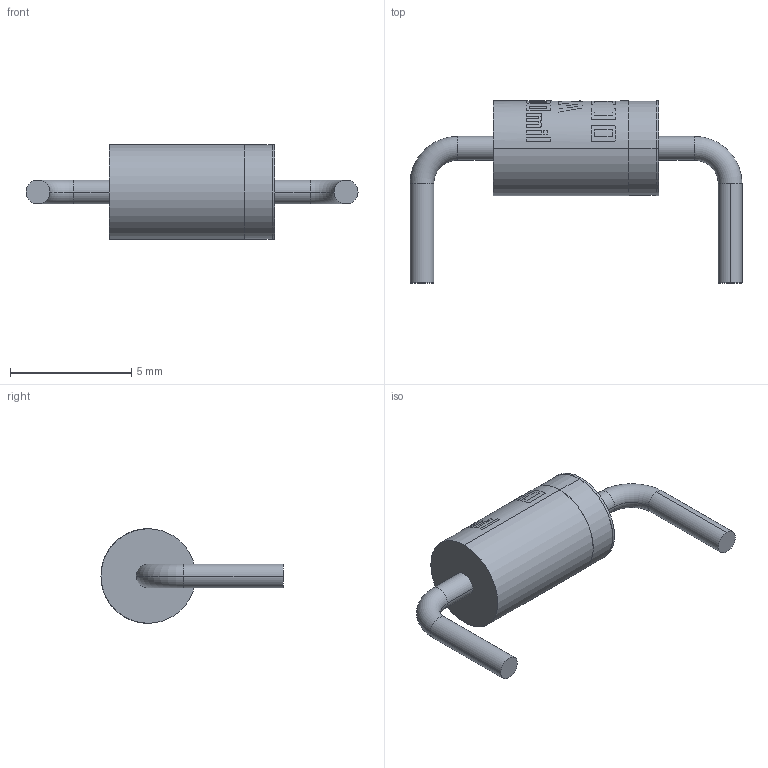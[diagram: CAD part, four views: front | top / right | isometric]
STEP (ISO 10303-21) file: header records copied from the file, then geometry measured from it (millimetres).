
FILE_DESCRIPTION (( 'STEP AP214' ), '1' );
FILE_NAME ('D2A_Min_500mil_rev1.0.STEP', '2023-03-16T20:06:51', ( '' ), ( '' ), 'SwSTEP 2.0', 'SolidWorks 2020', '' );
FILE_SCHEMA (( 'AUTOMOTIVE_DESIGN' ));
Length unit declared in the file: millimetre
Products named in the file (1): D2A_Min_500mil_rev1.0
Bounding box: 13.68 x 7.5 x 3.9 mm (x, y, z)
Volume: 93 mm3; surface area: 155.8 mm2
Topology: 1 solids, 1 shells, 55 faces, 273 edges, 255 vertices
Faces by surface type: cylinder 45, plane 6, torus 4
Entity records: 4106 total; most frequent: CARTESIAN_POINT 1154, ORIENTED_EDGE 546, DIRECTION 421, EDGE_CURVE 273, VERTEX_POINT 255, AXIS2_PLACEMENT_3D 170, CIRCLE 114, EDGE_LOOP 90
